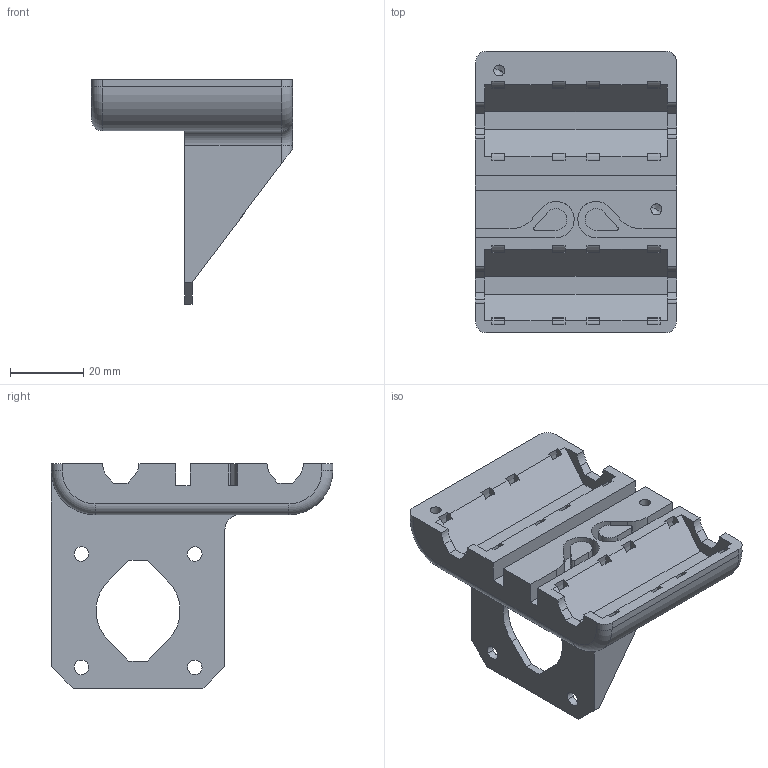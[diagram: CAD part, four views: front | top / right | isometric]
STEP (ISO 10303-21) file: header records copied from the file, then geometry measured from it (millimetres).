
FILE_DESCRIPTION((''),'2;1');
FILE_NAME('X CARRIAGE.stp','2016-02-18T20:52:57+00:00',('none'),('none'),'','','none');
FILE_SCHEMA((''));
Length unit declared in the file: millimetre
Products named in the file (1): X CARRIAGE
Bounding box: 55 x 77 x 61.5 mm (x, y, z)
Volume: 52517.5 mm3; surface area: 23205.8 mm2
Topology: 1 solids, 1 shells, 171 faces, 534 edges, 347 vertices
Faces by surface type: plane 86, cylinder 77, cone 4, torus 4
Entity records: 5521 total; most frequent: ORIENTED_EDGE 1060, CARTESIAN_POINT 1044, DIRECTION 710, EDGE_CURVE 530, VECTOR 354, LINE 354, VERTEX_POINT 347, AXIS2_PLACEMENT_3D 259
